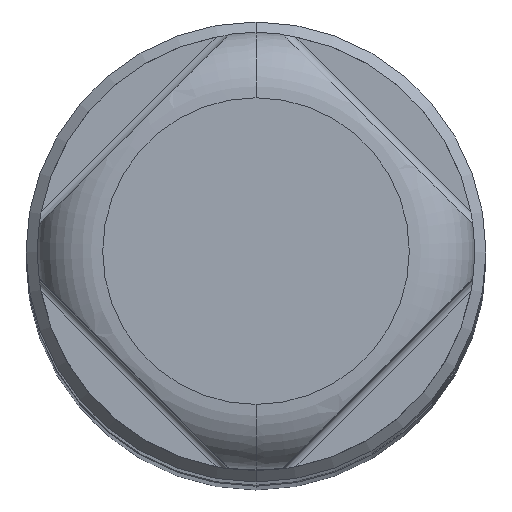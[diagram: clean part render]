
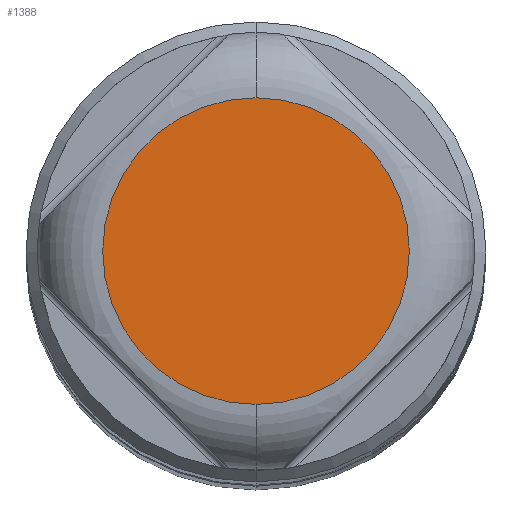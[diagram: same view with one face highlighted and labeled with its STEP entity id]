
A CAD part, top view. The second image highlights one B-rep face of the part: STEP entity #1388.
In plain terms, the highlighted planar face has unit normal (0, 0, 1).
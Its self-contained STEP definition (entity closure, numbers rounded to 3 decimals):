
#647=CARTESIAN_POINT('',(0.,0.,12.));
#648=DIRECTION('',(0.,0.,1.));
#649=DIRECTION('',(0.,1.,0.));
#650=AXIS2_PLACEMENT_3D('',#647,#648,#649);
#652=CARTESIAN_POINT('',(0.,0.,12.));
#653=DIRECTION('',(0.,0.,-1.));
#654=DIRECTION('',(0.,1.,0.));
#655=AXIS2_PLACEMENT_3D('',#652,#653,#654);
#739=CARTESIAN_POINT('',(0.,4.,12.));
#740=VERTEX_POINT('',#739);
#741=CARTESIAN_POINT('',(0.,-4.,12.));
#742=VERTEX_POINT('',#741);
#1379=CARTESIAN_POINT('',(0.,0.,12.));
#1380=DIRECTION('',(0.,0.,-1.));
#1381=DIRECTION('',(0.,-1.,0.));
#1382=AXIS2_PLACEMENT_3D('',#1379,#1380,#1381);
#1383=PLANE('',#1382);
#1384=ORIENTED_EDGE('',*,*,#1207,.F.);
#1385=ORIENTED_EDGE('',*,*,#1177,.T.);
#1386=EDGE_LOOP('',(#1384,#1385));
#1387=FACE_OUTER_BOUND('',#1386,.F.);
#651=CIRCLE('',#650,4.);
#656=CIRCLE('',#655,4.);
#1177=EDGE_CURVE('',#740,#742,#656,.T.);
#1207=EDGE_CURVE('',#740,#742,#651,.T.);
#1388=ADVANCED_FACE('',(#1387),#1383,.F.);
